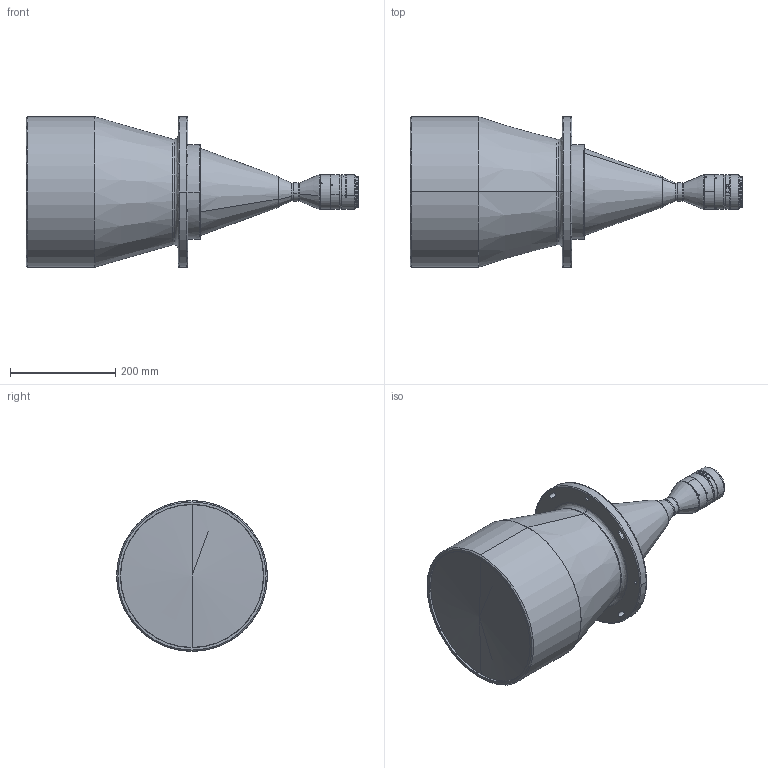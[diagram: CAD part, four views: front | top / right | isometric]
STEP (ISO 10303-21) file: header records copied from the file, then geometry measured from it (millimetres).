
FILE_DESCRIPTION (( 'STEP AP203' ), '1' );
FILE_NAME ('DTCM175-240H-M58-AL.STEP', '2019-08-05T03:40:07', ( '' ), ( '' ), 'SwSTEP 2.0', 'SolidWorks 2017', '' );
FILE_SCHEMA (( 'CONFIG_CONTROL_DESIGN' ));
Length unit declared in the file: millimetre
Products named in the file (1): DTCM175-240H-M58-AL
Bounding box: 630.27 x 286 x 286 mm (x, y, z)
Volume: 19202064.3 mm3; surface area: 500552.9 mm2
Topology: 1 solids, 6 shells, 176 faces, 411 edges, 262 vertices
Faces by surface type: cylinder 98, cone 38, plane 24, bspline 16
Entity records: 6460 total; most frequent: CARTESIAN_POINT 2383, DIRECTION 863, ORIENTED_EDGE 814, EDGE_CURVE 407, AXIS2_PLACEMENT_3D 364, VERTEX_POINT 262, EDGE_LOOP 211, CIRCLE 203
